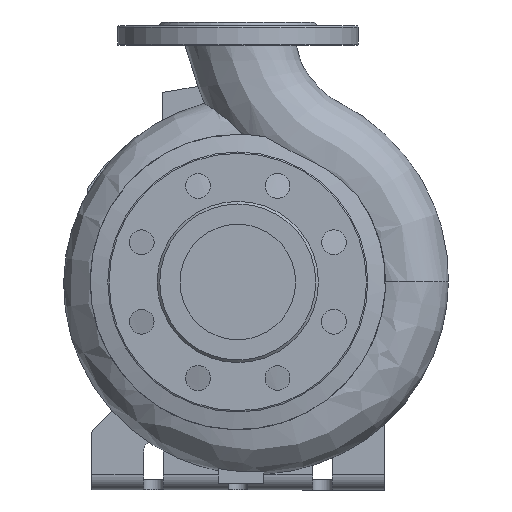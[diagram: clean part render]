
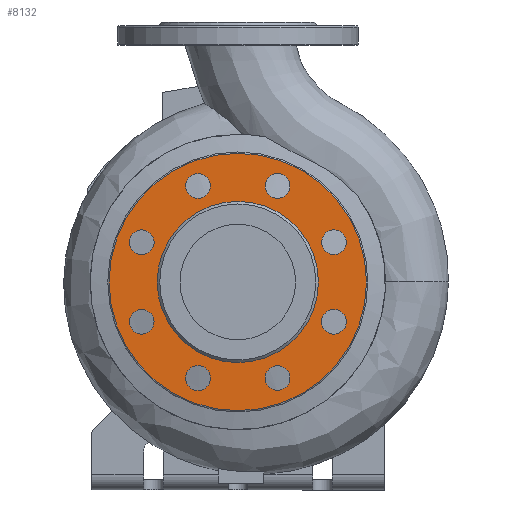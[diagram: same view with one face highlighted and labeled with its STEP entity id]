
A CAD part, left-side view. The second image highlights one B-rep face of the part: STEP entity #8132.
In plain terms, the highlighted planar face has unit normal (-1, 0, 0).
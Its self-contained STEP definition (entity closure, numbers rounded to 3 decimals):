
#232=FACE_BOUND('',#1231,.T.);
#233=FACE_BOUND('',#1232,.T.);
#234=FACE_BOUND('',#1233,.T.);
#235=FACE_BOUND('',#1234,.T.);
#236=FACE_BOUND('',#1235,.T.);
#237=FACE_BOUND('',#1236,.T.);
#238=FACE_BOUND('',#1237,.T.);
#239=FACE_BOUND('',#1238,.T.);
#240=FACE_BOUND('',#1239,.T.);
#344=PLANE('',#8783);
#702=FACE_OUTER_BOUND('',#1230,.T.);
#1230=EDGE_LOOP('',(#6158));
#1231=EDGE_LOOP('',(#6159));
#1232=EDGE_LOOP('',(#6160));
#1233=EDGE_LOOP('',(#6161));
#1234=EDGE_LOOP('',(#6162));
#1235=EDGE_LOOP('',(#6163));
#1236=EDGE_LOOP('',(#6164));
#1237=EDGE_LOOP('',(#6165));
#1238=EDGE_LOOP('',(#6166));
#1239=EDGE_LOOP('',(#6167));
#3091=CIRCLE('',#8758,9.5);
#3093=CIRCLE('',#8761,9.5);
#3095=CIRCLE('',#8764,9.5);
#3097=CIRCLE('',#8767,9.5);
#3099=CIRCLE('',#8770,9.5);
#3101=CIRCLE('',#8773,9.5);
#3103=CIRCLE('',#8776,9.5);
#3105=CIRCLE('',#8779,9.5);
#3106=CIRCLE('',#8781,62.);
#3108=CIRCLE('',#8784,99.);
#3633=VERTEX_POINT('',#12741);
#3635=VERTEX_POINT('',#12746);
#3637=VERTEX_POINT('',#12751);
#3639=VERTEX_POINT('',#12756);
#3641=VERTEX_POINT('',#12761);
#3643=VERTEX_POINT('',#12766);
#3645=VERTEX_POINT('',#12771);
#3647=VERTEX_POINT('',#12776);
#3648=VERTEX_POINT('',#12779);
#3650=VERTEX_POINT('',#12784);
#4564=EDGE_CURVE('',#3633,#3633,#3091,.T.);
#4566=EDGE_CURVE('',#3635,#3635,#3093,.T.);
#4568=EDGE_CURVE('',#3637,#3637,#3095,.T.);
#4570=EDGE_CURVE('',#3639,#3639,#3097,.T.);
#4572=EDGE_CURVE('',#3641,#3641,#3099,.T.);
#4574=EDGE_CURVE('',#3643,#3643,#3101,.T.);
#4576=EDGE_CURVE('',#3645,#3645,#3103,.T.);
#4578=EDGE_CURVE('',#3647,#3647,#3105,.T.);
#4579=EDGE_CURVE('',#3648,#3648,#3106,.T.);
#4581=EDGE_CURVE('',#3650,#3650,#3108,.T.);
#6158=ORIENTED_EDGE('',*,*,#4581,.T.);
#6159=ORIENTED_EDGE('',*,*,#4564,.F.);
#6160=ORIENTED_EDGE('',*,*,#4566,.F.);
#6161=ORIENTED_EDGE('',*,*,#4568,.F.);
#6162=ORIENTED_EDGE('',*,*,#4570,.F.);
#6163=ORIENTED_EDGE('',*,*,#4572,.F.);
#6164=ORIENTED_EDGE('',*,*,#4574,.F.);
#6165=ORIENTED_EDGE('',*,*,#4576,.F.);
#6166=ORIENTED_EDGE('',*,*,#4578,.F.);
#6167=ORIENTED_EDGE('',*,*,#4579,.F.);
#8132=ADVANCED_FACE('',(#702,#232,#233,#234,#235,#236,#237,#238,#239,#240),
#344,.F.);
#8758=AXIS2_PLACEMENT_3D('',#12742,#10154,#10155);
#8761=AXIS2_PLACEMENT_3D('',#12747,#10160,#10161);
#8764=AXIS2_PLACEMENT_3D('',#12752,#10166,#10167);
#8767=AXIS2_PLACEMENT_3D('',#12757,#10172,#10173);
#8770=AXIS2_PLACEMENT_3D('',#12762,#10178,#10179);
#8773=AXIS2_PLACEMENT_3D('',#12767,#10184,#10185);
#8776=AXIS2_PLACEMENT_3D('',#12772,#10190,#10191);
#8779=AXIS2_PLACEMENT_3D('',#12777,#10196,#10197);
#8781=AXIS2_PLACEMENT_3D('',#12780,#10200,#10201);
#8783=AXIS2_PLACEMENT_3D('',#12783,#10204,#10205);
#8784=AXIS2_PLACEMENT_3D('',#12785,#10206,#10207);
#10154=DIRECTION('center_axis',(-1.,0.,0.));
#10155=DIRECTION('ref_axis',(0.,0.707,-0.707));
#10160=DIRECTION('center_axis',(-1.,0.,0.));
#10161=DIRECTION('ref_axis',(0.,1.,0.));
#10166=DIRECTION('center_axis',(-1.,0.,0.));
#10167=DIRECTION('ref_axis',(0.,0.707,0.707));
#10172=DIRECTION('center_axis',(-1.,0.,0.));
#10173=DIRECTION('ref_axis',(0.,0.,
1.));
#10178=DIRECTION('center_axis',(-1.,0.,0.));
#10179=DIRECTION('ref_axis',(0.,-0.707,0.707));
#10184=DIRECTION('center_axis',(-1.,0.,0.));
#10185=DIRECTION('ref_axis',(0.,-1.,0.));
#10190=DIRECTION('center_axis',(-1.,0.,0.));
#10191=DIRECTION('ref_axis',(0.,-0.707,-0.707));
#10196=DIRECTION('center_axis',(-1.,0.,0.));
#10197=DIRECTION('ref_axis',(0.,0.,-1.));
#10200=DIRECTION('center_axis',(-1.,0.,0.));
#10201=DIRECTION('ref_axis',(0.,-1.,0.));
#10204=DIRECTION('center_axis',(1.,0.,0.));
#10205=DIRECTION('ref_axis',(0.,0.,1.));
#10206=DIRECTION('center_axis',(-1.,0.,0.));
#10207=DIRECTION('ref_axis',(0.,-1.,0.));
#12741=CARTESIAN_POINT('',(-98.,-80.628,136.103));
#12742=CARTESIAN_POINT('Origin',(-98.,-73.91,129.385));
#12746=CARTESIAN_POINT('',(-98.,-40.115,86.09));
#12747=CARTESIAN_POINT('Origin',(-98.,-30.615,86.09));
#12751=CARTESIAN_POINT('',(-98.,23.897,79.372));
#12752=CARTESIAN_POINT('Origin',(-98.,30.615,86.09));
#12756=CARTESIAN_POINT('',(-98.,73.91,119.885));
#12757=CARTESIAN_POINT('Origin',(-98.,73.91,129.385));
#12761=CARTESIAN_POINT('',(-98.,80.628,183.897));
#12762=CARTESIAN_POINT('Origin',(-98.,73.91,190.615));
#12766=CARTESIAN_POINT('',(-98.,40.115,233.91));
#12767=CARTESIAN_POINT('Origin',(-98.,30.615,233.91));
#12771=CARTESIAN_POINT('',(-98.,-23.897,240.628));
#12772=CARTESIAN_POINT('Origin',(-98.,-30.615,233.91));
#12776=CARTESIAN_POINT('',(-98.,-73.91,200.115));
#12777=CARTESIAN_POINT('Origin',(-98.,-73.91,190.615));
#12779=CARTESIAN_POINT('',(-98.,-62.,160.));
#12780=CARTESIAN_POINT('Origin',(-98.,0.,160.));
#12783=CARTESIAN_POINT('Origin',(-98.,-80.5,160.));
#12784=CARTESIAN_POINT('',(-98.,-99.,160.));
#12785=CARTESIAN_POINT('Origin',(-98.,0.,160.));
